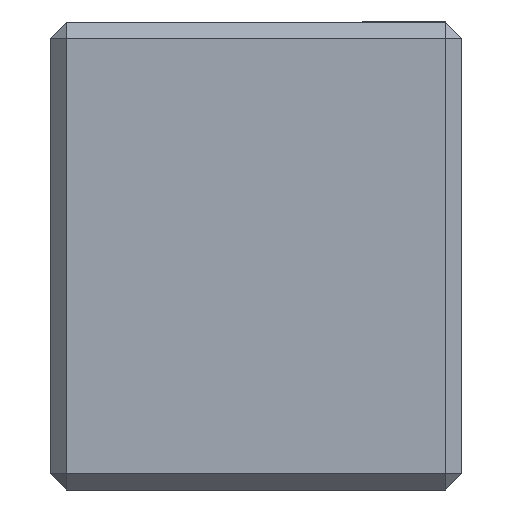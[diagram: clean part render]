
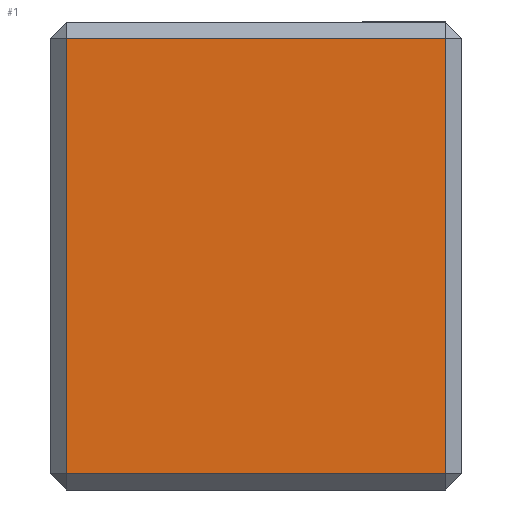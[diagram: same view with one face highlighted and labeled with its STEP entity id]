
A CAD part, left-side view. The second image highlights one B-rep face of the part: STEP entity #1.
In plain terms, the highlighted planar face has unit normal (-1, 0, 0).
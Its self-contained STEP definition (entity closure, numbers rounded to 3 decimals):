
#1 = ADVANCED_FACE ( 'NONE', ( #288 ), #1345, .T. ) ;
#71 = ORIENTED_EDGE ( 'NONE', *, *, #1080, .T. ) ;
#80 = ORIENTED_EDGE ( 'NONE', *, *, #749, .T. ) ;
#81 = ORIENTED_EDGE ( 'NONE', *, *, #764, .T. ) ;
#105 = ORIENTED_EDGE ( 'NONE', *, *, #772, .T. ) ;
#214 = VERTEX_POINT ( 'NONE', #1270 ) ;
#229 = VERTEX_POINT ( 'NONE', #1235 ) ;
#260 = VERTEX_POINT ( 'NONE', #1290 ) ;
#269 = VERTEX_POINT ( 'NONE', #1282 ) ;
#288 = FACE_OUTER_BOUND ( 'NONE', #313, .T. ) ;
#313 = EDGE_LOOP ( 'NONE', ( #105, #71, #80, #81 ) ) ;
#506 = DIRECTION ( 'NONE',  ( 0., 0., 1. ) ) ;
#572 = DIRECTION ( 'NONE',  ( 0., 1., 0. ) ) ;
#575 = CARTESIAN_POINT ( 'NONE',  ( -21., 35.988, -1. ) ) ;
#604 = DIRECTION ( 'NONE',  ( 0., 0., -1. ) ) ;
#606 = CARTESIAN_POINT ( 'NONE',  ( -21., 10.488, -28. ) ) ;
#618 = CARTESIAN_POINT ( 'NONE',  ( -21., 34.988, -29. ) ) ;
#621 = DIRECTION ( 'NONE',  ( 0., -1., 0. ) ) ;
#749 = EDGE_CURVE ( 'NONE', #260, #229, #897, .T. ) ;
#764 = EDGE_CURVE ( 'NONE', #229, #214, #881, .T. ) ;
#772 = EDGE_CURVE ( 'NONE', #214, #269, #939, .T. ) ;
#802 = AXIS2_PLACEMENT_3D ( 'NONE', #1343, #1326, #1327 ) ;
#873 = VECTOR ( 'NONE', #572, 1000. ) ;
#881 = LINE ( 'NONE', #618, #908 ) ;
#897 = LINE ( 'NONE', #575, #873 ) ;
#908 = VECTOR ( 'NONE', #604, 1000. ) ;
#939 = LINE ( 'NONE', #606, #942 ) ;
#942 = VECTOR ( 'NONE', #621, 1000. ) ;
#1007 = VECTOR ( 'NONE', #506, 1000. ) ;
#1033 = LINE ( 'NONE', #1068, #1007 ) ;
#1068 = CARTESIAN_POINT ( 'NONE',  ( -21., 11.488, -29. ) ) ;
#1080 = EDGE_CURVE ( 'NONE', #269, #260, #1033, .T. ) ;
#1235 = CARTESIAN_POINT ( 'NONE',  ( -21., 34.988, -1. ) ) ;
#1270 = CARTESIAN_POINT ( 'NONE',  ( -21., 34.988, -28. ) ) ;
#1282 = CARTESIAN_POINT ( 'NONE',  ( -21., 11.488, -28. ) ) ;
#1290 = CARTESIAN_POINT ( 'NONE',  ( -21., 11.488, -1. ) ) ;
#1326 = DIRECTION ( 'NONE',  ( -1., 0., 0. ) ) ;
#1327 = DIRECTION ( 'NONE',  ( 0., -1., 0. ) ) ;
#1343 = CARTESIAN_POINT ( 'NONE',  ( -21., 35.988, -29. ) ) ;
#1345 = PLANE ( 'NONE',  #802 ) ;
